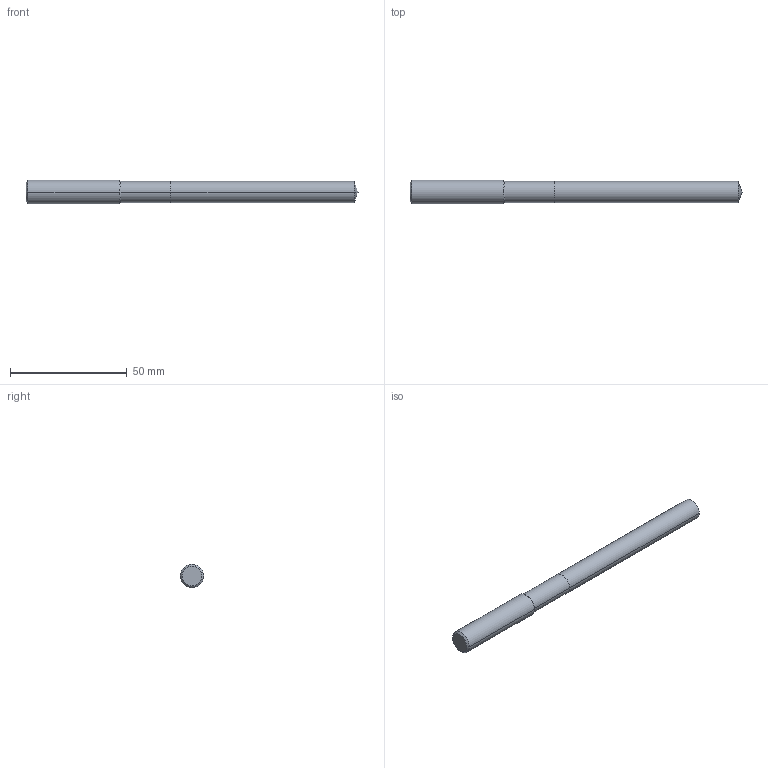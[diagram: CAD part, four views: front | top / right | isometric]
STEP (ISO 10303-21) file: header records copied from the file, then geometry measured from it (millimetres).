
FILE_DESCRIPTION (( 'STEP AP214' ), '1' );
FILE_NAME ('D5421090.STEP', '2018-03-08T02:50:04', ( '' ), ( '' ), 'SwSTEP 2.0', 'SolidWorks 2014', '' );
FILE_SCHEMA (( 'AUTOMOTIVE_DESIGN' ));
Length unit declared in the file: millimetre
Products named in the file (1): D5421090
Bounding box: 142 x 10 x 10 mm (x, y, z)
Volume: 9556.1 mm3; surface area: 4360 mm2
Topology: 2 solids, 2 shells, 15 faces, 28 edges, 15 vertices
Faces by surface type: cylinder 6, cone 6, plane 3
Entity records: 401 total; most frequent: DIRECTION 72, CARTESIAN_POINT 57, ORIENTED_EDGE 52, AXIS2_PLACEMENT_3D 30, EDGE_CURVE 26, ADVANCED_FACE 15, FACE_OUTER_BOUND 15, VERTEX_POINT 15
